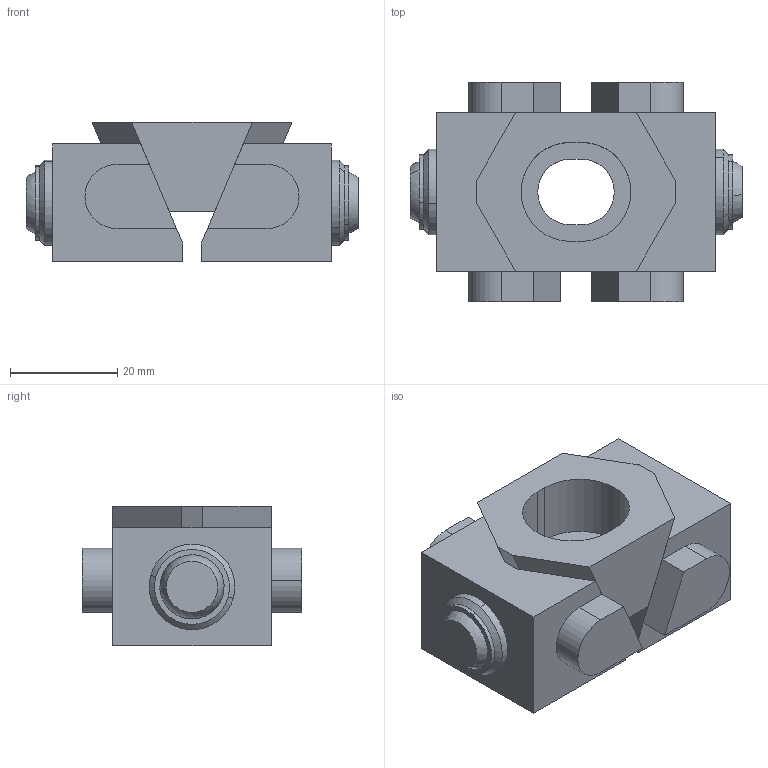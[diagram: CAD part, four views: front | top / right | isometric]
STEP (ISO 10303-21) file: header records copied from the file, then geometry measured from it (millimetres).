
FILE_DESCRIPTION (( 'STEP AP203' ), '1' );
FILE_NAME ('DK2-VT-P.STEP', '2024-08-02T02:43:04', ( '' ), ( '' ), 'SwSTEP 2.0', 'SolidWorks 2022', '' );
FILE_SCHEMA (( 'CONFIG_CONTROL_DESIGN' ));
Length unit declared in the file: millimetre
Products named in the file (4): DK2-VT-P_03; DK2-VT-P_01; DK2-VT-P; DK2-VT-P_02
Assembly tree (3 placements, depth 2):
  DK2-VT-P
    DK2-VT-P_01
    DK2-VT-P_02
    DK2-VT-P_03
Bounding box: 62 x 41 x 26.07 mm (x, y, z)
Volume: 34533.4 mm3; surface area: 12208.4 mm2
Topology: 3 solids, 3 shells, 87 faces, 220 edges, 144 vertices
Faces by surface type: plane 55, cylinder 24, sphere 4, cone 4
Entity records: 3036 total; most frequent: DIRECTION 474, CARTESIAN_POINT 457, ORIENTED_EDGE 440, EDGE_CURVE 220, AXIS2_PLACEMENT_3D 161, LINE 152, VECTOR 152, VERTEX_POINT 144
